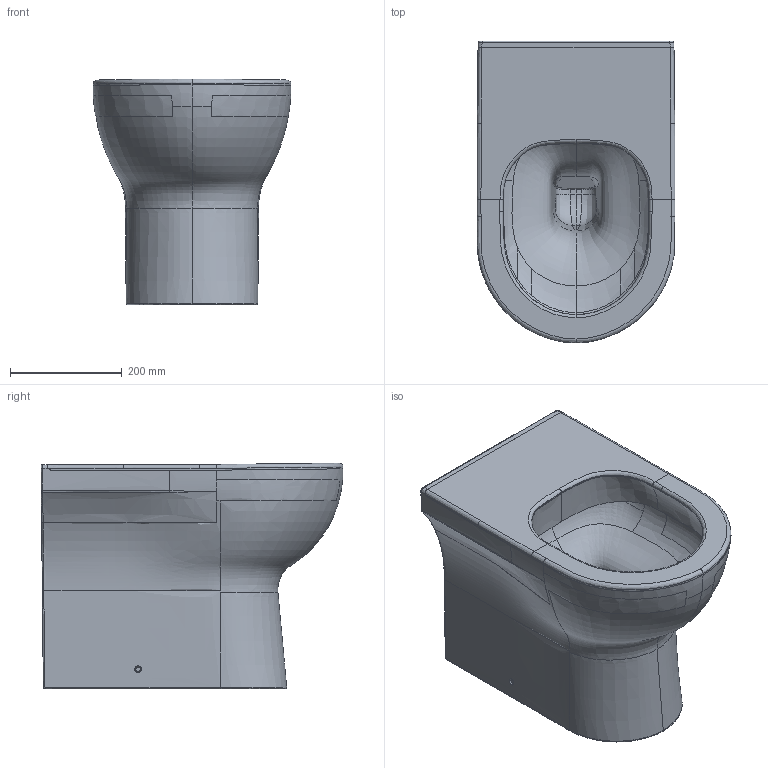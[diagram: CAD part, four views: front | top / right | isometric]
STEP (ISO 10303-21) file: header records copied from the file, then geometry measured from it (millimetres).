
FILE_DESCRIPTION(/* description */ (''),/* implementation_level */ '2;1');
FILE_NAME(/* name */ '1607 saneux BTW single wc revi w9.stp',/* time_stamp */ '2022-06-16T17:40:45+03:00',/* author */ (''),/* organization */ (''),/* preprocessor_version */ 'ST-DEVELOPER v16',/* originating_system */ 'SIEMENS PLM Software NX 11.0',/* authorisation */ '');
FILE_SCHEMA (('AUTOMOTIVE_DESIGN { 1 0 10303 214 3 1 1 1 }'));
Products named in the file (1): Dell2934F450k0k6
Bounding box: 354.88 x 541.28 x 404.6 mm (x, y, z)
Volume: 19906709.2 mm3; surface area: 1686260.4 mm2
Topology: 2 solids, 2 shells, 899 faces, 2368 edges, 1468 vertices
Faces by surface type: bspline 734, plane 84, cylinder 63, torus 7, sphere 6, cone 3, extrusion 2
Full cylindrical faces by diameter (mm): 8 x6, 78.168 x1
Entity records: 228209 total; most frequent: CARTESIAN_POINT 212244, ORIENTED_EDGE 4650, EDGE_CURVE 2325, B_SPLINE_CURVE_WITH_KNOTS 1749, VERTEX_POINT 1458, DIRECTION 1269, EDGE_LOOP 933, ADVANCED_FACE 899
